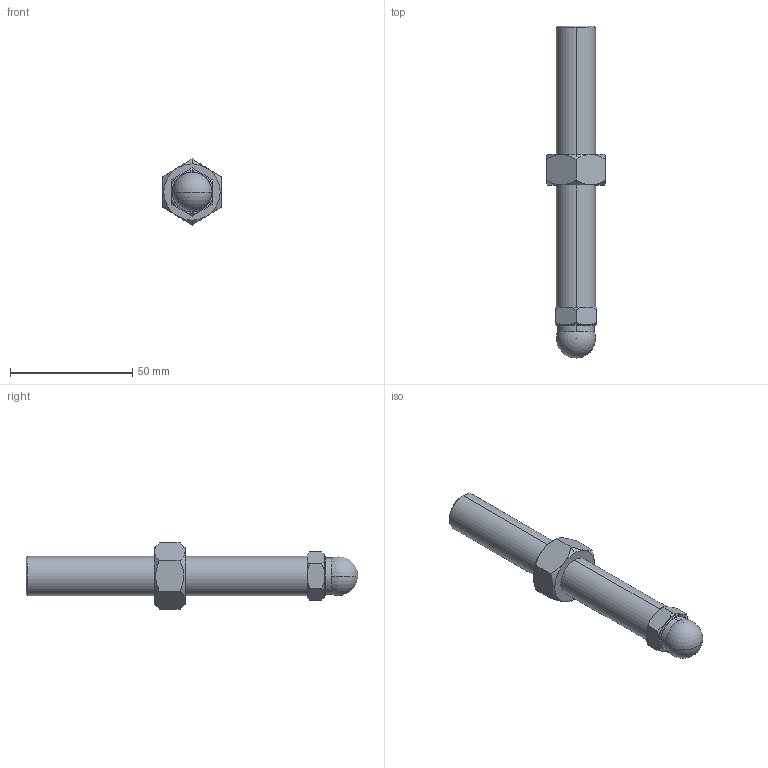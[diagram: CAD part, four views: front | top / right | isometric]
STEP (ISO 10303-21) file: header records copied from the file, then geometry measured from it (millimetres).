
FILE_DESCRIPTION (( 'STEP AP214' ), '1' );
FILE_NAME ('T23 Ñòåðæåíü îïîðû ðåãóëèðóåìîé Ì16õ115.STEP', '2019-05-21T11:56:43', ( 'Windows User' ), ( '' ), 'SwSTEP 2.0', 'SolidWorks 2018', '' );
FILE_SCHEMA (( 'AUTOMOTIVE_DESIGN' ));
Length unit declared in the file: millimetre
Products named in the file (1): T23 Ñòåðæåíü îïîðû ðåãóëèðóåìîé Ì16õ115
Bounding box: 24 x 135.72 x 27 mm (x, y, z)
Volume: 30286.3 mm3; surface area: 8060.4 mm2
Topology: 1 solids, 3 shells, 59 faces, 143 edges, 90 vertices
Faces by surface type: cone 28, plane 21, cylinder 8, sphere 2
Entity records: 1962 total; most frequent: CARTESIAN_POINT 557, ORIENTED_EDGE 268, DIRECTION 268, EDGE_CURVE 134, AXIS2_PLACEMENT_3D 110, VERTEX_POINT 87, EDGE_LOOP 65, ADVANCED_FACE 59
